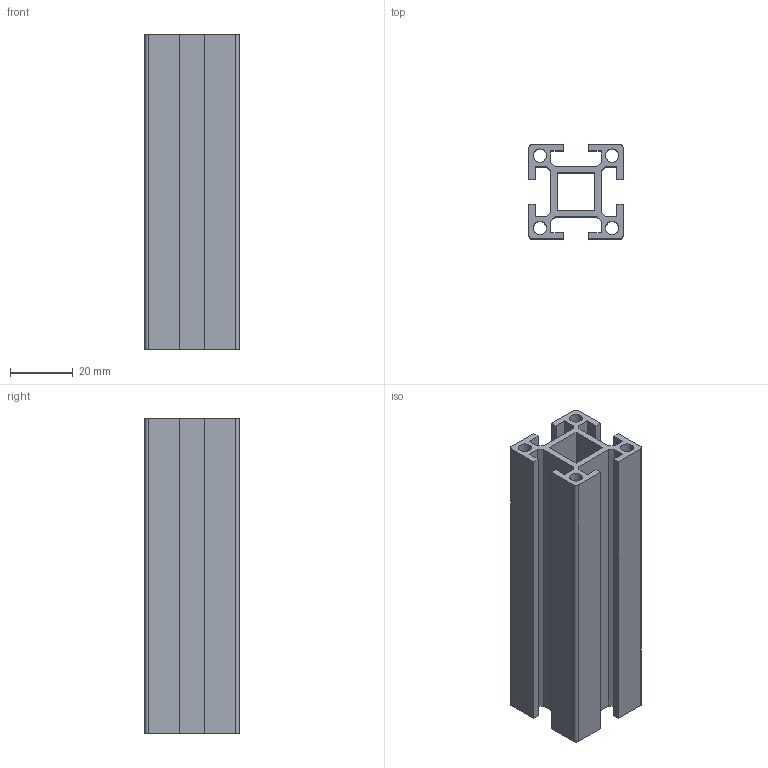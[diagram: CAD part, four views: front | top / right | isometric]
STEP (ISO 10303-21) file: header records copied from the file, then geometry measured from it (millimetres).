
FILE_DESCRIPTION(('Creo Elements/Direct Modeling STEP Export'),'2;1');
FILE_NAME('33.0000_Quadratprofil-MMS-33_30x30mm.stp','2022-03-18T13:56:57',(''),(''),'PTC Creo Elements/Direct Modeling STEP processor for AP214 (Solid Model)','PTC Creo Elements/Direct Modeling 19.0C 15-Aug-2015 (C) Parametric Technology GmbH','');
FILE_SCHEMA(('AUTOMOTIVE_DESIGN { 1 0 10303 214 1 1 1 1 }'));
Length unit declared in the file: millimetre
Products named in the file (2): Quadratprofil-MMS-33_30x30mm_33.0000_PX175900
Assembly tree (1 placements, depth 2):
  Quadratprofil-MMS-33_30x30mm_33.0000_PX175900
    Quadratprofil-MMS-33_30x30mm_33.0000_PX175900
Bounding box: 30 x 30 x 100 mm (x, y, z)
Volume: 32261.4 mm3; surface area: 33878.8 mm2
Topology: 1 solids, 1 shells, 62 faces, 184 edges, 124 vertices
Faces by surface type: plane 50, cylinder 12
Entity records: 2073 total; most frequent: ORIENTED_EDGE 368, CARTESIAN_POINT 360, DIRECTION 316, EDGE_CURVE 184, VECTOR 156, LINE 156, VERTEX_POINT 124, AXIS2_PLACEMENT_3D 80
